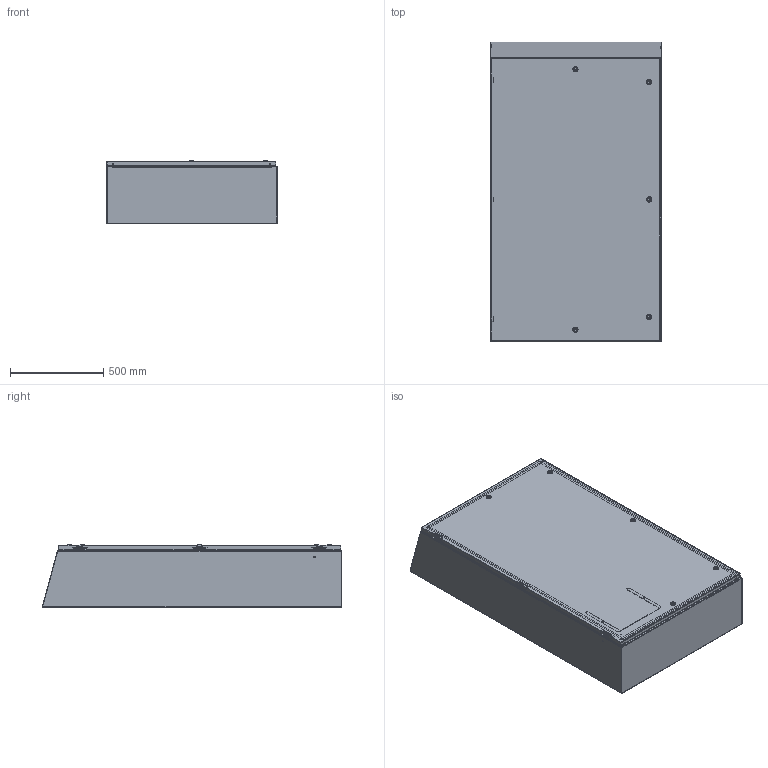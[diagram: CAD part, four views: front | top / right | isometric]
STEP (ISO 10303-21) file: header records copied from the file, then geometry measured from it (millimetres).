
FILE_DESCRIPTION (( 'STEP AP214' ), '1' );
FILE_NAME ('SCE-60EL3612SSST.STEP', '2023-08-24T12:39:35', ( '' ), ( '' ), 'SwSTEP 2.0', 'SolidWorks 2021', '' );
FILE_SCHEMA (( 'AUTOMOTIVE_DESIGN' ));
Length unit declared in the file: inch
Products named in the file (1): SCE-60EL3612SSST
Bounding box: 914.4 x 1604.81 x 336.66 mm (x, y, z)
Volume: 13342877.5 mm3; surface area: 12430443.3 mm2
Topology: 53 solids, 53 shells, 2418 faces, 6082 edges, 3813 vertices
Faces by surface type: plane 1107, cylinder 868, bspline 189, torus 130, cone 108, sphere 16
Full cylindrical faces by diameter (mm): 1.016 x3, 3.962 x3, 4.775 x4, 5.105 x6, 6.308 x6, 6.35 x6, 8.56 x6
Entity records: 94373 total; most frequent: CARTESIAN_POINT 36338, ORIENTED_EDGE 12010, DIRECTION 11746, EDGE_CURVE 6005, AXIS2_PLACEMENT_3D 4194, VERTEX_POINT 3810, VECTOR 3358, LINE 3358
